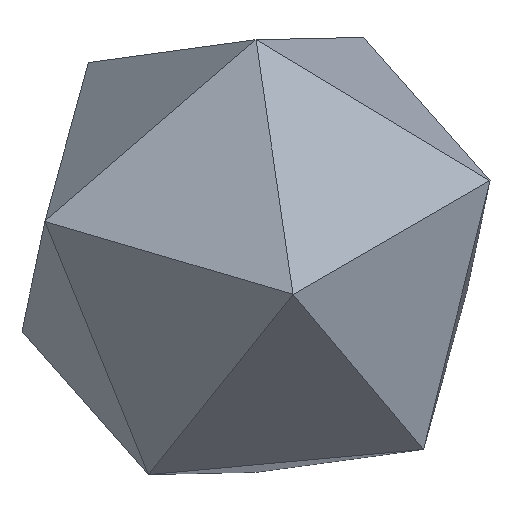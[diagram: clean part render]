
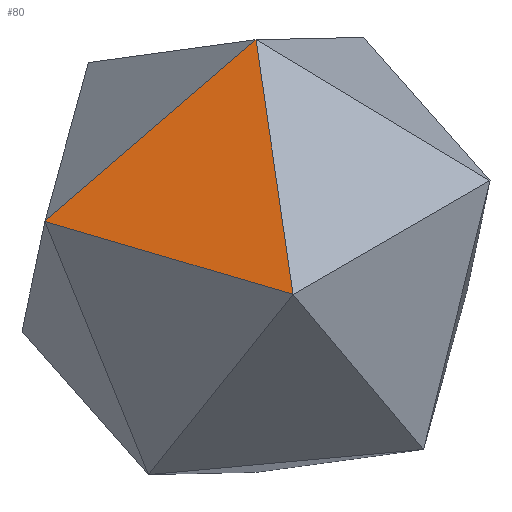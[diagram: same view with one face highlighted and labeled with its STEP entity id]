
A CAD part, isometric view. The second image highlights one B-rep face of the part: STEP entity #80.
In plain terms, the highlighted planar face has unit normal (-0.577, -0.188, 0.795).
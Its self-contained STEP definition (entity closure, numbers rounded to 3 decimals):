
#14 = CARTESIAN_POINT ( 'NONE',  ( 0., 6.984, 21.029 ) ) ;
#25 = ORIENTED_EDGE ( 'NONE', *, *, #208, .T. ) ;
#32 = CARTESIAN_POINT ( 'NONE',  ( 0., 6.984, 21.029 ) ) ;
#73 = LINE ( 'NONE', #386, #448 ) ;
#80 = ADVANCED_FACE ( 'NONE', ( #152 ), #284, .T. ) ;
#83 = VERTEX_POINT ( 'NONE', #120 ) ;
#85 = VERTEX_POINT ( 'NONE', #14 ) ;
#96 = LINE ( 'NONE', #291, #323 ) ;
#120 = CARTESIAN_POINT ( 'NONE',  ( -32.361, 17.499, 0. ) ) ;
#121 = ORIENTED_EDGE ( 'NONE', *, *, #351, .F. ) ;
#135 = AXIS2_PLACEMENT_3D ( 'NONE', #247, #151, #423 ) ;
#151 = DIRECTION ( 'NONE',  ( -0.577, -0.188, 0.795 ) ) ;
#152 = FACE_OUTER_BOUND ( 'NONE', #388, .T. ) ;
#208 = EDGE_CURVE ( 'NONE', #228, #85, #265, .T. ) ;
#228 = VERTEX_POINT ( 'NONE', #375 ) ;
#237 = DIRECTION ( 'NONE',  ( 0.5, 0.688, 0.526 ) ) ;
#247 = CARTESIAN_POINT ( 'NONE',  ( -13.843, 2.486, 9.91 ) ) ;
#259 = DIRECTION ( 'NONE',  ( 0.809, -0.263, 0.526 ) ) ;
#265 = LINE ( 'NONE', #32, #317 ) ;
#284 = PLANE ( 'NONE',  #135 ) ;
#291 = CARTESIAN_POINT ( 'NONE',  ( 0., 6.984, 21.029 ) ) ;
#312 = EDGE_CURVE ( 'NONE', #83, #228, #73, .T. ) ;
#317 = VECTOR ( 'NONE', #237, 1000. ) ;
#323 = VECTOR ( 'NONE', #259, 1000. ) ;
#351 = EDGE_CURVE ( 'NONE', #83, #85, #96, .T. ) ;
#375 = CARTESIAN_POINT ( 'NONE',  ( -20., -20.544, 0. ) ) ;
#383 = DIRECTION ( 'NONE',  ( 0.309, -0.951, 0. ) ) ;
#386 = CARTESIAN_POINT ( 'NONE',  ( -20., -20.544, 0. ) ) ;
#388 = EDGE_LOOP ( 'NONE', ( #121, #436, #25 ) ) ;
#423 = DIRECTION ( 'NONE',  ( -0.756, -0.246, -0.607 ) ) ;
#436 = ORIENTED_EDGE ( 'NONE', *, *, #312, .T. ) ;
#448 = VECTOR ( 'NONE', #383, 1000. ) ;
